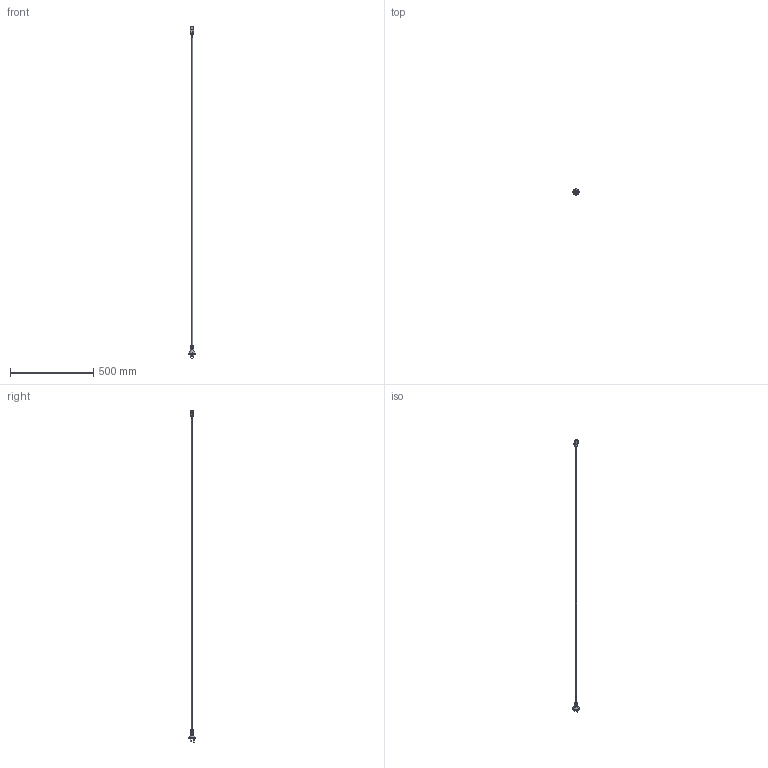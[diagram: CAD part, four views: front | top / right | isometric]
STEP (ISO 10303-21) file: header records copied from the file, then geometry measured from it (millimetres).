
FILE_DESCRIPTION (( 'STEP AP203' ), '1' );
FILE_NAME ('1271-Z1P-A.STEP', '2013-09-25T14:24:20', ( 'The M瞁潎in' ), ( '' ), 'SwSTEP 2.0', 'SolidWorks 2013', '' );
FILE_SCHEMA (( 'CONFIG_CONTROL_DESIGN' ));
Length unit declared in the file: millimetre
Products named in the file (3): 1271-Z1P-A Power Plug AU; 1271-Z1P-A
Assembly tree (2 placements, depth 2):
  1271-Z1P-A
    1271-Z1P-A Power Plug AU
    1271-Z1P-A
Bounding box: 38 x 38 x 1990.2 mm (x, y, z)
Volume: 94526.8 mm3; surface area: 48604.4 mm2
Topology: 2 solids, 2 shells, 199 faces, 548 edges, 363 vertices
Faces by surface type: plane 123, cylinder 68, bspline 6, cone 2
Entity records: 10246 total; most frequent: CARTESIAN_POINT 5140, ORIENTED_EDGE 1096, DIRECTION 861, EDGE_CURVE 548, VERTEX_POINT 363, VECTOR 293, LINE 293, AXIS2_PLACEMENT_3D 284
